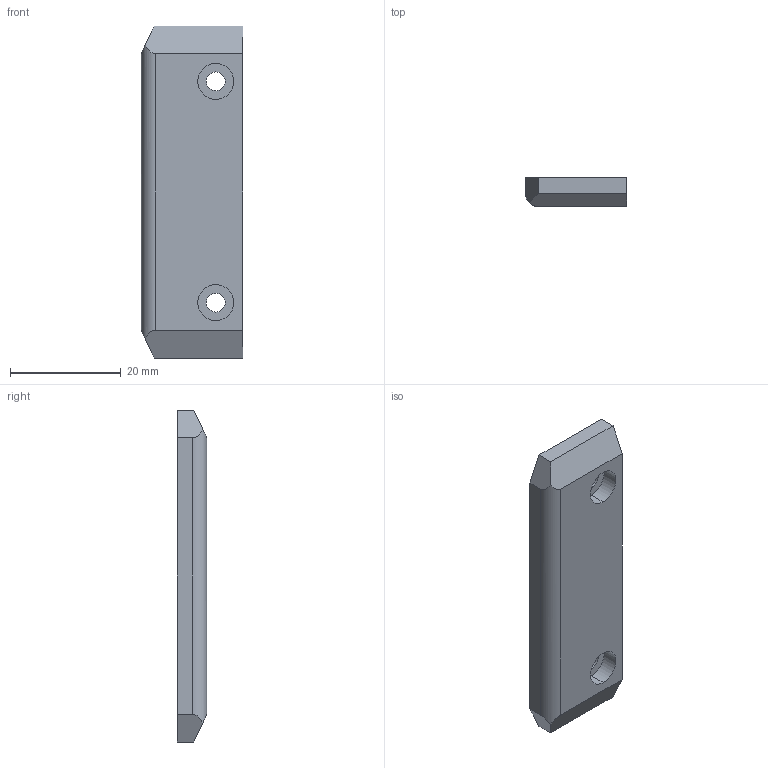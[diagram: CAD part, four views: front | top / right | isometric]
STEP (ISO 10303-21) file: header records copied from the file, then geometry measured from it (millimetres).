
FILE_DESCRIPTION (( 'STEP AP214' ), '1' );
FILE_NAME ('Íàïðàâëÿþùàÿ.STEP', '2019-08-28T07:25:32', ( 'Äìèòðèé' ), ( '' ), 'SwSTEP 2.0', 'SolidWorks 2018', '' );
FILE_SCHEMA (( 'AUTOMOTIVE_DESIGN' ));
Length unit declared in the file: millimetre
Products named in the file (1): ﾍ瑜粱
Bounding box: 18.3 x 5.3 x 60 mm (x, y, z)
Volume: 5253.2 mm3; surface area: 2981.7 mm2
Topology: 1 solids, 1 shells, 21 faces, 51 edges, 34 vertices
Faces by surface type: plane 12, cylinder 9
Entity records: 663 total; most frequent: CARTESIAN_POINT 119, DIRECTION 107, ORIENTED_EDGE 102, EDGE_CURVE 51, AXIS2_PLACEMENT_3D 38, VERTEX_POINT 34, VECTOR 31, LINE 31
